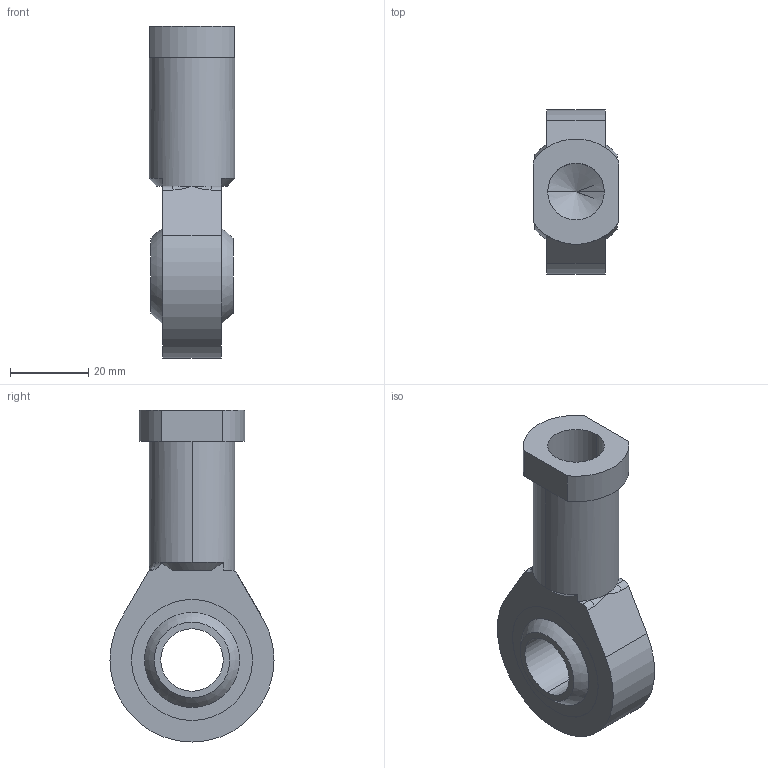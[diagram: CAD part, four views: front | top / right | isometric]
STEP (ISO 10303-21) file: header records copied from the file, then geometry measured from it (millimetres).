
FILE_DESCRIPTION (( 'STEP AP214' ), '1' );
FILE_NAME ('SNS-050.STEP', '2005-09-07T09:28:08', ( 'luigip' ), ( '' ), 'SwSTEP 2.0', 'SolidWorks 2005143', '' );
FILE_SCHEMA (( 'AUTOMOTIVE_DESIGN' ));
Length unit declared in the file: millimetre
Products named in the file (1): SNS-050
Bounding box: 22 x 42 x 85 mm (x, y, z)
Volume: 30795.6 mm3; surface area: 10885.2 mm2
Topology: 1 solids, 1 shells, 51 faces, 124 edges, 74 vertices
Faces by surface type: plane 19, cylinder 19, cone 5, bspline 4, sphere 2, torus 2
Entity records: 3912 total; most frequent: CARTESIAN_POINT 2690, DIRECTION 259, ORIENTED_EDGE 232, EDGE_CURVE 116, AXIS2_PLACEMENT_3D 105, VERTEX_POINT 74, EDGE_LOOP 60, CIRCLE 57
